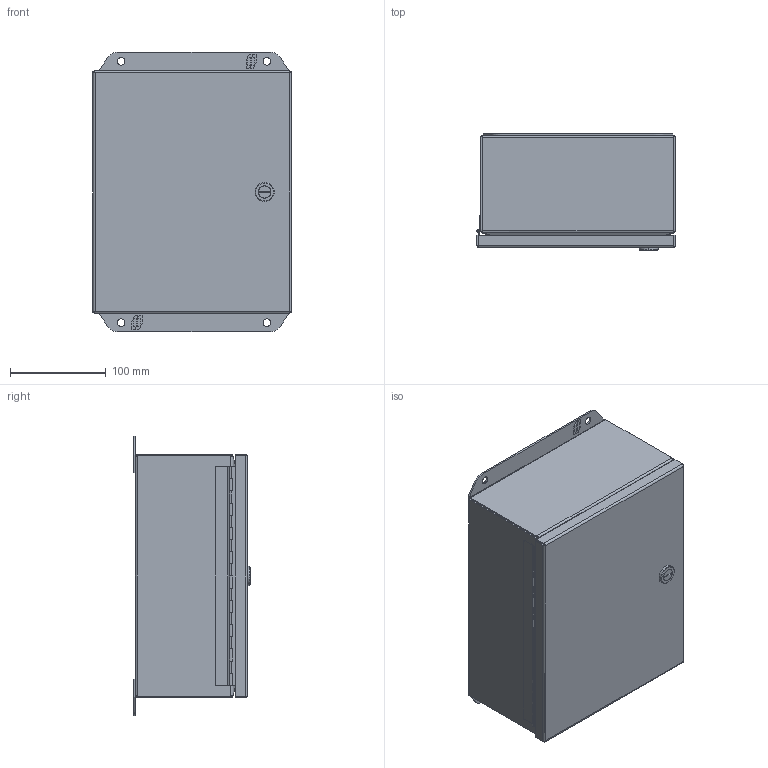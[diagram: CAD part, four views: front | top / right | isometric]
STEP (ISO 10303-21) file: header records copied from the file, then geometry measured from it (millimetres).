
FILE_DESCRIPTION (( 'STEP AP203' ), '1' );
FILE_NAME ('EJ1084SS_Default.step', '2019-11-13T19:57:17', ( '' ), ( '' ), 'SwSTEP 2.0', 'SolidWorks 2019', '' );
FILE_SCHEMA (( 'CONFIG_CONTROL_DESIGN' ));
Length unit declared in the file: inch
Products named in the file (1): EJ1084SS_Default
Bounding box: 207.4 x 122.06 x 292.1 mm (x, y, z)
Volume: 481366.8 mm3; surface area: 623490.5 mm2
Topology: 16 solids, 17 shells, 688 faces, 1736 edges, 1089 vertices
Faces by surface type: plane 386, cylinder 206, bspline 60, cone 36
Entity records: 23807 total; most frequent: CARTESIAN_POINT 7426, ORIENTED_EDGE 3448, DIRECTION 3246, EDGE_CURVE 1724, VECTOR 1180, LINE 1180, VERTEX_POINT 1089, AXIS2_PLACEMENT_3D 1033
